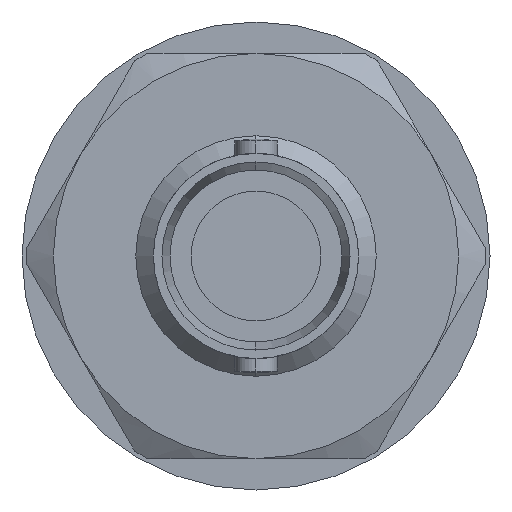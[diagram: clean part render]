
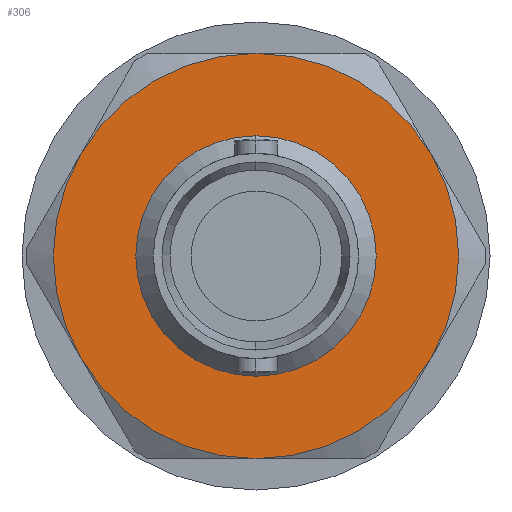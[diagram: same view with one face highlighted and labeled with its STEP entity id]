
A CAD part, left-side view. The second image highlights one B-rep face of the part: STEP entity #306.
In plain terms, the highlighted planar face has unit normal (-1, 0, 0).
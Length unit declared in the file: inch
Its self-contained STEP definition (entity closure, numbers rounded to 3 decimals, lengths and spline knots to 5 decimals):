
#31 = CIRCLE ( 'NONE', #6046, 0.375 ) ;
#37 = EDGE_LOOP ( 'NONE', ( #3614, #2141, #4820, #6070, #5279, #1329 ) ) ;
#105 = VERTEX_POINT ( 'NONE', #1864 ) ;
#300 = CARTESIAN_POINT ( 'NONE',  ( 0.93701, 0., 0. ) ) ;
#306 = ADVANCED_FACE ( 'NONE', ( #3957, #4452 ), #5009, .F. ) ;
#336 = ORIENTED_EDGE ( 'NONE', *, *, #1569, .F. ) ;
#664 = CARTESIAN_POINT ( 'NONE',  ( 0.93701, 0., -0.375 ) ) ;
#821 = CIRCLE ( 'NONE', #5699, 0.22244 ) ;
#850 = CIRCLE ( 'NONE', #3337, 0.375 ) ;
#1037 = CARTESIAN_POINT ( 'NONE',  ( 0.93701, 0., 0. ) ) ;
#1051 = CIRCLE ( 'NONE', #2198, 0.22244 ) ;
#1157 = VERTEX_POINT ( 'NONE', #664 ) ;
#1237 = DIRECTION ( 'NONE',  ( 0., 0., -1. ) ) ;
#1273 = DIRECTION ( 'NONE',  ( 0., 0., -1. ) ) ;
#1329 = ORIENTED_EDGE ( 'NONE', *, *, #3643, .F. ) ;
#1569 = EDGE_CURVE ( 'NONE', #1764, #4602, #821, .T. ) ;
#1577 = CARTESIAN_POINT ( 'NONE',  ( 0.93701, 0., 0.22244 ) ) ;
#1671 = CIRCLE ( 'NONE', #3645, 0.375 ) ;
#1764 = VERTEX_POINT ( 'NONE', #1577 ) ;
#1864 = CARTESIAN_POINT ( 'NONE',  ( 0.93701, 0.32476, 0.1875 ) ) ;
#1887 = DIRECTION ( 'NONE',  ( 1., 0., 0. ) ) ;
#2137 = AXIS2_PLACEMENT_3D ( 'NONE', #3018, #5984, #4486 ) ;
#2141 = ORIENTED_EDGE ( 'NONE', *, *, #6026, .F. ) ;
#2198 = AXIS2_PLACEMENT_3D ( 'NONE', #4290, #6276, #1237 ) ;
#2249 = DIRECTION ( 'NONE',  ( 1., 0., 0. ) ) ;
#2298 = CARTESIAN_POINT ( 'NONE',  ( 0.93701, -0.32476, -0.1875 ) ) ;
#2306 = DIRECTION ( 'NONE',  ( 0., 0., -1. ) ) ;
#2422 = CARTESIAN_POINT ( 'NONE',  ( 0.93701, 0., 0. ) ) ;
#2437 = AXIS2_PLACEMENT_3D ( 'NONE', #1037, #6009, #2535 ) ;
#2535 = DIRECTION ( 'NONE',  ( 0., 0., -1. ) ) ;
#2664 = CIRCLE ( 'NONE', #2137, 0.375 ) ;
#2769 = DIRECTION ( 'NONE',  ( 0., 0., -1. ) ) ;
#2845 = VERTEX_POINT ( 'NONE', #2298 ) ;
#3018 = CARTESIAN_POINT ( 'NONE',  ( 0.93701, 0., 0. ) ) ;
#3171 = CIRCLE ( 'NONE', #6078, 0.375 ) ;
#3198 = EDGE_LOOP ( 'NONE', ( #3762, #336 ) ) ;
#3337 = AXIS2_PLACEMENT_3D ( 'NONE', #3775, #2249, #1273 ) ;
#3614 = ORIENTED_EDGE ( 'NONE', *, *, #5035, .F. ) ;
#3643 = EDGE_CURVE ( 'NONE', #5822, #5701, #3171, .T. ) ;
#3645 = AXIS2_PLACEMENT_3D ( 'NONE', #300, #4816, #2769 ) ;
#3737 = EDGE_CURVE ( 'NONE', #1157, #5687, #2664, .T. ) ;
#3742 = CARTESIAN_POINT ( 'NONE',  ( 0.93701, -0.32476, 0.1875 ) ) ;
#3762 = ORIENTED_EDGE ( 'NONE', *, *, #5038, .F. ) ;
#3775 = CARTESIAN_POINT ( 'NONE',  ( 0.93701, 0., 0. ) ) ;
#3957 = FACE_BOUND ( 'NONE', #3198, .T. ) ;
#4290 = CARTESIAN_POINT ( 'NONE',  ( 0.93701, 0., 0. ) ) ;
#4401 = DIRECTION ( 'NONE',  ( 1., 0., 0. ) ) ;
#4427 = EDGE_CURVE ( 'NONE', #2845, #1157, #31, .T. ) ;
#4452 = FACE_OUTER_BOUND ( 'NONE', #37, .T. ) ;
#4486 = DIRECTION ( 'NONE',  ( 0., 0., -1. ) ) ;
#4517 = CARTESIAN_POINT ( 'NONE',  ( 0.93701, 0., 0. ) ) ;
#4602 = VERTEX_POINT ( 'NONE', #5250 ) ;
#4816 = DIRECTION ( 'NONE',  ( 1., 0., 0. ) ) ;
#4820 = ORIENTED_EDGE ( 'NONE', *, *, #3737, .F. ) ;
#4999 = EDGE_CURVE ( 'NONE', #5701, #2845, #850, .T. ) ;
#5009 = PLANE ( 'NONE',  #5229 ) ;
#5035 = EDGE_CURVE ( 'NONE', #105, #5822, #1671, .T. ) ;
#5038 = EDGE_CURVE ( 'NONE', #4602, #1764, #1051, .T. ) ;
#5040 = DIRECTION ( 'NONE',  ( 1., 0., 0. ) ) ;
#5229 = AXIS2_PLACEMENT_3D ( 'NONE', #4517, #5040, #6008 ) ;
#5250 = CARTESIAN_POINT ( 'NONE',  ( 0.93701, 0., -0.22244 ) ) ;
#5279 = ORIENTED_EDGE ( 'NONE', *, *, #4999, .F. ) ;
#5329 = CARTESIAN_POINT ( 'NONE',  ( 0.93701, 0., 0. ) ) ;
#5687 = VERTEX_POINT ( 'NONE', #6179 ) ;
#5699 = AXIS2_PLACEMENT_3D ( 'NONE', #5329, #6302, #2306 ) ;
#5701 = VERTEX_POINT ( 'NONE', #3742 ) ;
#5822 = VERTEX_POINT ( 'NONE', #5890 ) ;
#5864 = CIRCLE ( 'NONE', #2437, 0.375 ) ;
#5890 = CARTESIAN_POINT ( 'NONE',  ( 0.93701, 0., 0.375 ) ) ;
#5895 = DIRECTION ( 'NONE',  ( 0., 0., -1. ) ) ;
#5984 = DIRECTION ( 'NONE',  ( 1., 0., 0. ) ) ;
#6008 = DIRECTION ( 'NONE',  ( 0., 0., -1. ) ) ;
#6009 = DIRECTION ( 'NONE',  ( 1., 0., 0. ) ) ;
#6026 = EDGE_CURVE ( 'NONE', #5687, #105, #5864, .T. ) ;
#6046 = AXIS2_PLACEMENT_3D ( 'NONE', #2422, #4401, #6382 ) ;
#6070 = ORIENTED_EDGE ( 'NONE', *, *, #4427, .F. ) ;
#6078 = AXIS2_PLACEMENT_3D ( 'NONE', #6312, #1887, #5895 ) ;
#6179 = CARTESIAN_POINT ( 'NONE',  ( 0.93701, 0.32476, -0.1875 ) ) ;
#6276 = DIRECTION ( 'NONE',  ( -1., 0., 0. ) ) ;
#6302 = DIRECTION ( 'NONE',  ( -1., 0., 0. ) ) ;
#6312 = CARTESIAN_POINT ( 'NONE',  ( 0.93701, 0., 0. ) ) ;
#6382 = DIRECTION ( 'NONE',  ( 0., 0., -1. ) ) ;
